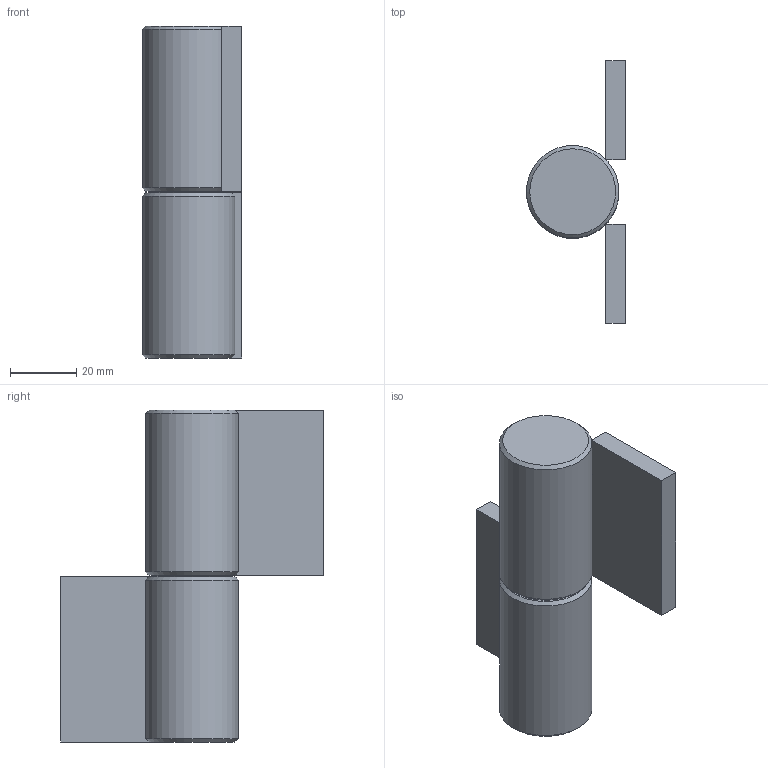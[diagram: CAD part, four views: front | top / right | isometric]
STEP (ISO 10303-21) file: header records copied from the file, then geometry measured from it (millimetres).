
FILE_DESCRIPTION(('STEP AP203'), '1');
FILE_NAME('ÐË832.01.00.000 Ïåòëÿ óñèëåííàÿ ëåâàÿ ô28 (ÎÁ)', '2015-09-30T07:38:49', (''), (''), 'ASCON STEP Converter 1.3', 'ASCON Math Kernel', '');
FILE_SCHEMA(('CONFIG_CONTROL_DESIGN'));
Length unit declared in the file: millimetre
Products named in the file (1): 倓832.01.00.0009
Bounding box: 30 x 79.6 x 100.5 mm (x, y, z)
Volume: 78316.3 mm3; surface area: 19842.3 mm2
Topology: 1 solids, 4 shells, 43 faces, 77 edges, 49 vertices
Faces by surface type: plane 23, cylinder 9, cone 6, torus 5
Full cylindrical faces by diameter (mm): 0.1 x2, 10 x2, 11 x1, 24 x2, 28 x2
Entity records: 1045 total; most frequent: CARTESIAN_POINT 219, DIRECTION 172, ORIENTED_EDGE 112, AXIS2_PLACEMENT_3D 74, EDGE_LOOP 74, EDGE_CURVE 56, VERTEX_POINT 48, ADVANCED_FACE 43
